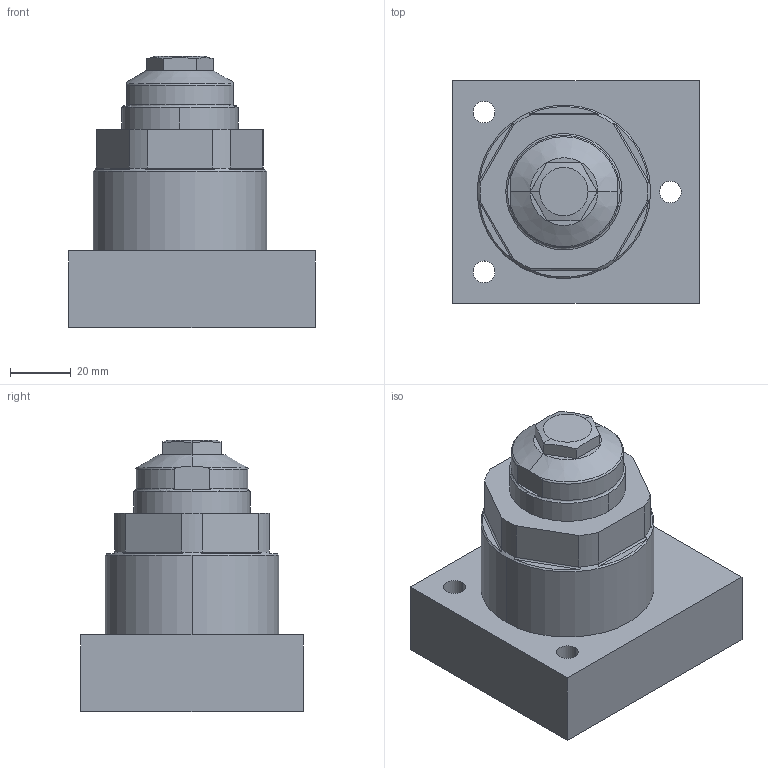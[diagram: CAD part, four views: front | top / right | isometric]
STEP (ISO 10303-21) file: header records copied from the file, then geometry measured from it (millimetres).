
FILE_DESCRIPTION((''),'2;1');
FILE_NAME('ILC10081506','2012-10-18T',('jdw'),(''),'PRO/ENGINEER BY PARAMETRIC TECHNOLOGY CORPORATION, 2007460','PRO/ENGINEER BY PARAMETRIC TECHNOLOGY CORPORATION, 2007460','');
FILE_SCHEMA(('AUTOMOTIVE_DESIGN_CC2 { 1 2 10303 214 -1 1 5 2 }'));
Length unit declared in the file: inch
Products named in the file (1): ILC10081506
Bounding box: 80.95 x 73.03 x 88.93 mm (x, y, z)
Volume: 260033.9 mm3; surface area: 31723.8 mm2
Topology: 1 solids, 2 shells, 90 faces, 219 edges, 135 vertices
Faces by surface type: plane 36, cylinder 34, cone 12, torus 8
Entity records: 3061 total; most frequent: CARTESIAN_POINT 742, DIRECTION 458, ORIENTED_EDGE 434, EDGE_CURVE 217, AXIS2_PLACEMENT_3D 181, VERTEX_POINT 135, COLOUR_RGB 106, EDGE_LOOP 102
